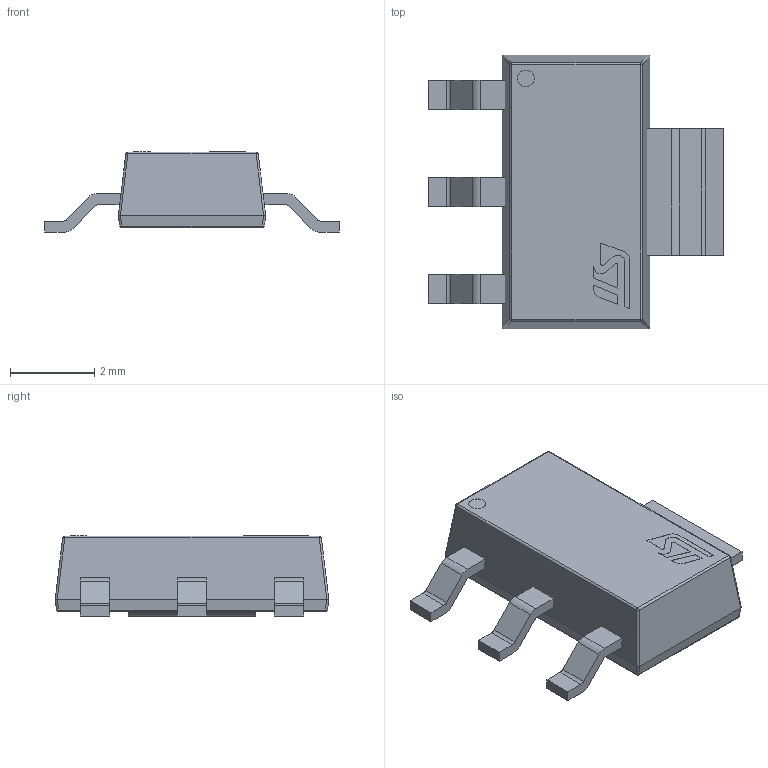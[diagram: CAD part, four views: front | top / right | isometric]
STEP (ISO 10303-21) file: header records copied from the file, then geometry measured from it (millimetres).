
FILE_DESCRIPTION(/* description */ (''),/* implementation_level */ '2;1');
FILE_NAME(/* name */ 'STMicroelectronics STN3P6F6 - SOT-223 223.stp',/* time_stamp */ '2020-01-28T23:33:42-04:00',/* author */ ('Ricardo'),/* organization */ (''),/* preprocessor_version */ 'ST-DEVELOPER v18',/* originating_system */ 'Autodesk Inventor 2020',/* authorisation */ '');
FILE_SCHEMA (('AUTOMOTIVE_DESIGN { 1 0 10303 214 3 1 1 }'));
Length unit declared in the file: millimetre
Products named in the file (4): STMicroelectronics STN3P6F6 - SOT-223 223; body; terminals; logo
Assembly tree (3 placements, depth 2):
  STMicroelectronics STN3P6F6 - SOT-223 223
    body
    terminals
    logo
Bounding box: 7 x 6.5 x 1.9 mm (x, y, z)
Volume: 42.4 mm3; surface area: 119.1 mm2
Topology: 9 solids, 9 shells, 119 faces, 273 edges, 172 vertices
Faces by surface type: plane 72, cylinder 39, sphere 8
Full cylindrical faces by diameter (mm): 0.4 x1
Entity records: 3487 total; most frequent: DIRECTION 601, CARTESIAN_POINT 571, ORIENTED_EDGE 546, EDGE_CURVE 273, AXIS2_PLACEMENT_3D 202, LINE 197, VECTOR 197, VERTEX_POINT 172
